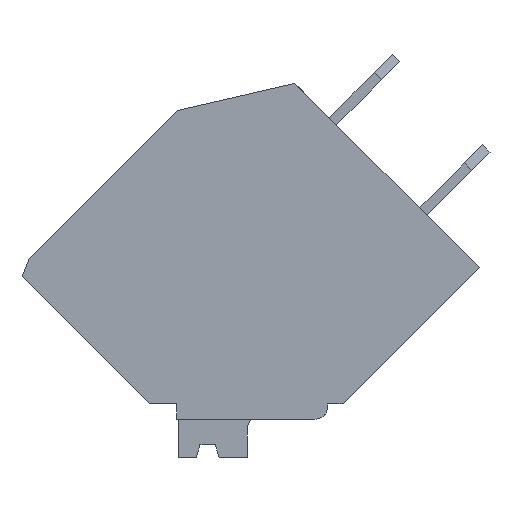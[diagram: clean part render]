
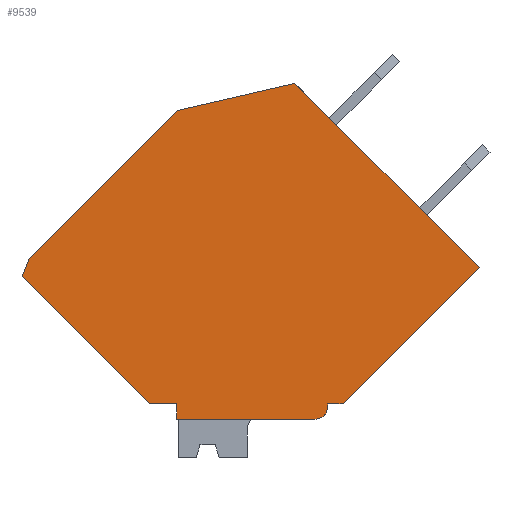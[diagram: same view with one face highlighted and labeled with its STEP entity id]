
A CAD part, left-side view. The second image highlights one B-rep face of the part: STEP entity #9539.
In plain terms, the highlighted planar face has unit normal (-1, 0, 0).
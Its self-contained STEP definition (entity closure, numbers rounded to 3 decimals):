
#1973=DIRECTION('',(0.,-1.,0.));
#1974=VECTOR('',#1973,5.4);
#1975=CARTESIAN_POINT('',(-7.35,2.55,-6.15));
#1976=LINE('',#1975,#1974);
#1991=DIRECTION('',(0.,-0.707,0.707));
#1992=VECTOR('',#1991,8.2);
#1993=CARTESIAN_POINT('',(-7.35,8.332,0.129));
#1994=LINE('',#1993,#1992);
#1995=DIRECTION('',(0.,-0.974,0.225));
#1996=VECTOR('',#1995,4.717);
#1997=CARTESIAN_POINT('',(-7.35,2.533,5.927));
#1998=LINE('',#1997,#1996);
#1999=DIRECTION('',(0.,-0.707,-0.707));
#2000=VECTOR('',#1999,10.2);
#2001=CARTESIAN_POINT('',(-7.35,-2.063,6.988));
#2002=LINE('',#2001,#2000);
#2003=DIRECTION('',(0.,0.707,-0.707));
#2004=VECTOR('',#2003,7.531);
#2005=CARTESIAN_POINT('',(-7.35,-9.275,-0.225));
#2006=LINE('',#2005,#2004);
#2007=DIRECTION('',(0.,1.,0.));
#2008=VECTOR('',#2007,0.6);
#2009=CARTESIAN_POINT('',(-7.35,-3.95,-5.55));
#2010=LINE('',#2009,#2008);
#2011=CARTESIAN_POINT('',(-7.35,-2.85,-5.65));
#2012=DIRECTION('',(1.,0.,0.));
#2013=DIRECTION('',(0.,-1.,0.));
#2014=AXIS2_PLACEMENT_3D('',#2011,#2012,#2013);
#2016=DIRECTION('',(0.,1.,0.));
#2017=VECTOR('',#2016,1.093);
#2018=CARTESIAN_POINT('',(-7.35,2.55,-5.55));
#2019=LINE('',#2018,#2017);
#2020=DIRECTION('',(0.,0.707,0.707));
#2021=VECTOR('',#2020,7.031);
#2022=CARTESIAN_POINT('',(-7.35,3.643,-5.55));
#2023=LINE('',#2022,#2021);
#2024=DIRECTION('',(0.,-0.371,0.928));
#2025=VECTOR('',#2024,0.762);
#2026=CARTESIAN_POINT('',(-7.35,8.615,-0.578));
#2027=LINE('',#2026,#2025);
#2436=DIRECTION('',(0.,0.,1.));
#2437=VECTOR('',#2436,0.1);
#2438=CARTESIAN_POINT('',(-7.35,-3.35,-5.65));
#2439=LINE('',#2438,#2437);
#2464=DIRECTION('',(0.,0.,1.));
#2465=VECTOR('',#2464,0.6);
#2466=CARTESIAN_POINT('',(-7.35,2.55,-6.15));
#2467=LINE('',#2466,#2465);
#6525=CARTESIAN_POINT('',(-7.35,2.55,-5.55));
#6526=VERTEX_POINT('',#6525);
#6527=CARTESIAN_POINT('',(-7.35,3.643,-5.55));
#6528=VERTEX_POINT('',#6527);
#6570=CARTESIAN_POINT('',(-7.35,-3.95,-5.55));
#6571=CARTESIAN_POINT('',(-7.35,-3.35,-5.55));
#6572=VERTEX_POINT('',#6570);
#6573=VERTEX_POINT('',#6571);
#6574=CARTESIAN_POINT('',(-7.35,8.332,0.129));
#6575=CARTESIAN_POINT('',(-7.35,2.533,5.927));
#6576=VERTEX_POINT('',#6574);
#6577=VERTEX_POINT('',#6575);
#6578=CARTESIAN_POINT('',(-7.35,8.615,-0.578));
#6579=VERTEX_POINT('',#6578);
#6580=CARTESIAN_POINT('',(-7.35,2.55,-6.15));
#6581=VERTEX_POINT('',#6580);
#6582=CARTESIAN_POINT('',(-7.35,-2.85,-6.15));
#6583=VERTEX_POINT('',#6582);
#6584=CARTESIAN_POINT('',(-7.35,-3.35,-5.65));
#6585=VERTEX_POINT('',#6584);
#6586=CARTESIAN_POINT('',(-7.35,-9.275,-0.225));
#6587=VERTEX_POINT('',#6586);
#6588=CARTESIAN_POINT('',(-7.35,-2.063,6.988));
#6589=VERTEX_POINT('',#6588);
#9515=CARTESIAN_POINT('',(-7.35,-0.33,0.419));
#9516=DIRECTION('',(1.,0.,0.));
#9517=DIRECTION('',(0.,-1.,0.));
#9518=AXIS2_PLACEMENT_3D('',#9515,#9516,#9517);
#9519=PLANE('',#9518);
#9520=ORIENTED_EDGE('',*,*,#9007,.T.);
#9522=ORIENTED_EDGE('',*,*,#9521,.T.);
#9524=ORIENTED_EDGE('',*,*,#9523,.T.);
#9525=ORIENTED_EDGE('',*,*,#9139,.T.);
#9526=ORIENTED_EDGE('',*,*,#9202,.T.);
#9528=ORIENTED_EDGE('',*,*,#9527,.F.);
#9530=ORIENTED_EDGE('',*,*,#9529,.T.);
#9531=ORIENTED_EDGE('',*,*,#9497,.F.);
#9533=ORIENTED_EDGE('',*,*,#9532,.T.);
#9534=ORIENTED_EDGE('',*,*,#6759,.T.);
#9535=ORIENTED_EDGE('',*,*,#8945,.T.);
#9536=ORIENTED_EDGE('',*,*,#8964,.T.);
#9537=EDGE_LOOP('',(#9520,#9522,#9524,#9525,#9526,#9528,#9530,#9531,#9533,#9534,
#9535,#9536));
#9538=FACE_OUTER_BOUND('',#9537,.F.);
#9539=ADVANCED_FACE('',(#9538),#9519,.F.);
#2015=CIRCLE('',#2014,0.5);
#6759=EDGE_CURVE('',#6526,#6528,#2019,.T.);
#8945=EDGE_CURVE('',#6528,#6579,#2023,.T.);
#8964=EDGE_CURVE('',#6579,#6576,#2027,.T.);
#9007=EDGE_CURVE('',#6576,#6577,#1994,.T.);
#9139=EDGE_CURVE('',#6587,#6572,#2006,.T.);
#9202=EDGE_CURVE('',#6572,#6573,#2010,.T.);
#9497=EDGE_CURVE('',#6581,#6583,#1976,.T.);
#9521=EDGE_CURVE('',#6577,#6589,#1998,.T.);
#9523=EDGE_CURVE('',#6589,#6587,#2002,.T.);
#9527=EDGE_CURVE('',#6585,#6573,#2439,.T.);
#9529=EDGE_CURVE('',#6585,#6583,#2015,.T.);
#9532=EDGE_CURVE('',#6581,#6526,#2467,.T.);
